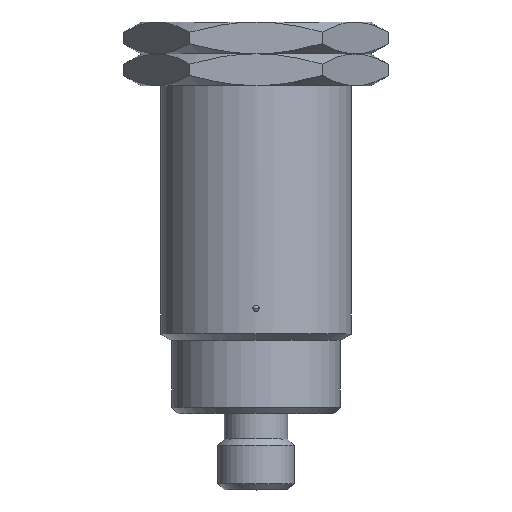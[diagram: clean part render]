
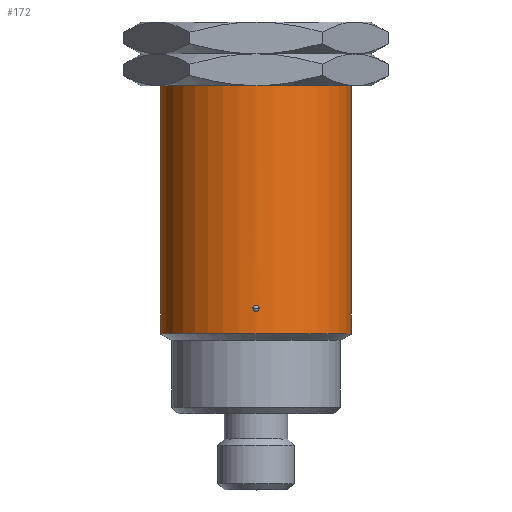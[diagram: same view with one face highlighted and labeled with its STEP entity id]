
A CAD part, top view. The second image highlights one B-rep face of the part: STEP entity #172.
In plain terms, the highlighted cylindrical face has radius 15 mm (diameter 30 mm), a partial arc.
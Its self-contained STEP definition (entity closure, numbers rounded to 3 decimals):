
#172=ADVANCED_FACE('',(#259,#260),#261,.T.);
#259=FACE_OUTER_BOUND('',#435,.T.);
#260=FACE_BOUND('',#436,.T.);
#261=CYLINDRICAL_SURFACE('',#437,15.0);
#435=EDGE_LOOP('',(#616,#617,#618,#619));
#436=EDGE_LOOP('',(#620,#621));
#437=AXIS2_PLACEMENT_3D('',#622,#623,#624);
#616=ORIENTED_EDGE('',*,*,#1220,.F.);
#617=ORIENTED_EDGE('',*,*,#1221,.T.);
#618=ORIENTED_EDGE('',*,*,#1222,.F.);
#619=ORIENTED_EDGE('',*,*,#1217,.F.);
#620=ORIENTED_EDGE('',*,*,#1223,.T.);
#621=ORIENTED_EDGE('',*,*,#1224,.T.);
#622=CARTESIAN_POINT('',(0.0,-25.0,0.0));
#623=DIRECTION('',(0.0,-1.0,0.0));
#624=DIRECTION('',(-1.0,0.0,0.0));
#1217=EDGE_CURVE('',#1392,#1395,#1396,.T.);
#1220=EDGE_CURVE('',#1400,#1392,#1401,.T.);
#1221=EDGE_CURVE('',#1400,#1402,#1403,.T.);
#1222=EDGE_CURVE('',#1395,#1402,#1404,.T.);
#1223=EDGE_CURVE('',#1405,#1406,#1407,.T.);
#1224=EDGE_CURVE('',#1406,#1405,#1408,.T.);
#1392=VERTEX_POINT('',#1667);
#1395=VERTEX_POINT('',#1671);
#1396=CIRCLE('',#1672,15.0);
#1400=VERTEX_POINT('',#1677);
#1401=LINE('',#1678,#1679);
#1402=VERTEX_POINT('',#1680);
#1403=CIRCLE('',#1681,15.0);
#1404=LINE('',#1682,#1683);
#1405=VERTEX_POINT('',#1684);
#1406=VERTEX_POINT('',#1685);
#1407=B_SPLINE_CURVE_WITH_KNOTS('',3,(#1686,#1687,#1688,#1689,#1690,#1691,#1692,#1693,#1694,#1695,#1696,#1697,#1698,#1699,#1700,#1701,#1702,#1703),.UNSPECIFIED.,.F.,.F.,(4,2,2,2,2,2,2,2,4),(0.0,0.188,0.377,0.565,0.753,0.942,1.13,1.319,1.507),.UNSPECIFIED.);
#1408=B_SPLINE_CURVE_WITH_KNOTS('',3,(#1704,#1705,#1706,#1707,#1708,#1709,#1710,#1711,#1712,#1713,#1714,#1715,#1716,#1717,#1718,#1719,#1720,#1721),.UNSPECIFIED.,.F.,.F.,(4,2,2,2,2,2,2,2,4),(1.507,1.695,1.884,2.072,2.26,2.449,2.637,2.825,3.014),.UNSPECIFIED.);
#1667=CARTESIAN_POINT('',(-15.0,-1.0,0.0));
#1671=CARTESIAN_POINT('',(15.0,-1.0,0.));
#1672=AXIS2_PLACEMENT_3D('',#2557,#2558,#2559);
#1677=CARTESIAN_POINT('',(-15.0,-49.0,0.0));
#1678=CARTESIAN_POINT('',(-15.0,-25.0,0.));
#1679=VECTOR('',#2564,1.0);
#1680=CARTESIAN_POINT('',(15.0,-49.0,0.));
#1681=AXIS2_PLACEMENT_3D('',#2565,#2566,#2567);
#1682=CARTESIAN_POINT('',(15.0,-25.0,0.));
#1683=VECTOR('',#2568,1.0);
#1684=CARTESIAN_POINT('',(0.5,-45.0,14.992));
#1685=CARTESIAN_POINT('',(-0.5,-45.0,14.992));
#1686=CARTESIAN_POINT('',(0.5,-45.0,14.992));
#1687=CARTESIAN_POINT('',(0.5,-45.063,14.992));
#1688=CARTESIAN_POINT('',(0.487,-45.13,14.992));
#1689=CARTESIAN_POINT('',(0.436,-45.253,14.994));
#1690=CARTESIAN_POINT('',(0.398,-45.309,14.995));
#1691=CARTESIAN_POINT('',(0.309,-45.398,14.997));
#1692=CARTESIAN_POINT('',(0.253,-45.436,14.998));
#1693=CARTESIAN_POINT('',(0.13,-45.487,15.));
#1694=CARTESIAN_POINT('',(0.063,-45.5,15.0));
#1695=CARTESIAN_POINT('',(-0.063,-45.5,15.0));
#1696=CARTESIAN_POINT('',(-0.13,-45.487,15.));
#1697=CARTESIAN_POINT('',(-0.253,-45.436,14.998));
#1698=CARTESIAN_POINT('',(-0.309,-45.398,14.997));
#1699=CARTESIAN_POINT('',(-0.398,-45.309,14.995));
#1700=CARTESIAN_POINT('',(-0.436,-45.253,14.994));
#1701=CARTESIAN_POINT('',(-0.487,-45.13,14.992));
#1702=CARTESIAN_POINT('',(-0.5,-45.063,14.992));
#1703=CARTESIAN_POINT('',(-0.5,-45.0,14.992));
#1704=CARTESIAN_POINT('',(-0.5,-45.0,14.992));
#1705=CARTESIAN_POINT('',(-0.5,-44.937,14.992));
#1706=CARTESIAN_POINT('',(-0.487,-44.87,14.992));
#1707=CARTESIAN_POINT('',(-0.436,-44.747,14.994));
#1708=CARTESIAN_POINT('',(-0.398,-44.691,14.995));
#1709=CARTESIAN_POINT('',(-0.309,-44.602,14.997));
#1710=CARTESIAN_POINT('',(-0.253,-44.564,14.998));
#1711=CARTESIAN_POINT('',(-0.13,-44.513,15.));
#1712=CARTESIAN_POINT('',(-0.063,-44.5,15.0));
#1713=CARTESIAN_POINT('',(0.063,-44.5,15.0));
#1714=CARTESIAN_POINT('',(0.13,-44.513,15.));
#1715=CARTESIAN_POINT('',(0.253,-44.564,14.998));
#1716=CARTESIAN_POINT('',(0.309,-44.602,14.997));
#1717=CARTESIAN_POINT('',(0.398,-44.691,14.995));
#1718=CARTESIAN_POINT('',(0.436,-44.747,14.994));
#1719=CARTESIAN_POINT('',(0.487,-44.87,14.992));
#1720=CARTESIAN_POINT('',(0.5,-44.937,14.992));
#1721=CARTESIAN_POINT('',(0.5,-45.0,14.992));
#2557=CARTESIAN_POINT('',(0.0,-1.0,0.0));
#2558=DIRECTION('',(0.0,1.0,0.0));
#2559=DIRECTION('',(-1.0,0.0,0.0));
#2564=DIRECTION('',(0.0,1.0,0.0));
#2565=CARTESIAN_POINT('',(0.0,-49.0,0.0));
#2566=DIRECTION('',(0.0,1.0,0.0));
#2567=DIRECTION('',(-1.0,0.0,0.0));
#2568=DIRECTION('',(0.0,-1.0,0.0));
